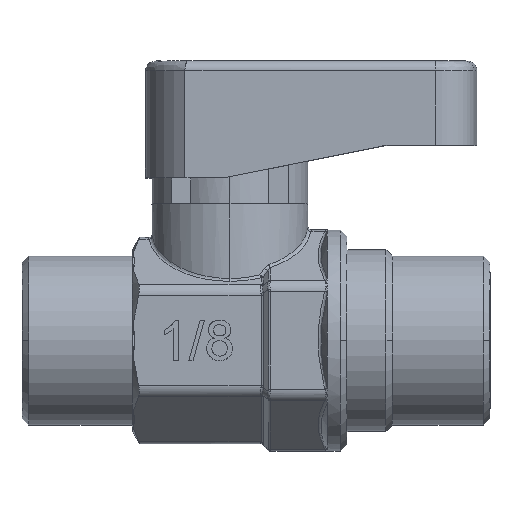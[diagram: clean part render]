
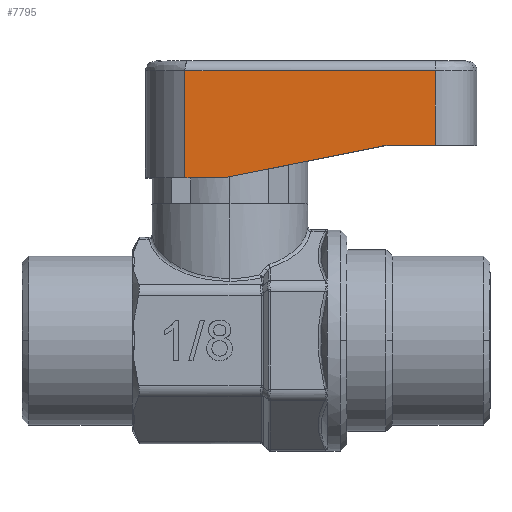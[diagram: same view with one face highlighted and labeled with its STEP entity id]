
A CAD part, top view. The second image highlights one B-rep face of the part: STEP entity #7795.
In plain terms, the highlighted planar face has unit normal (0, 0, 1).
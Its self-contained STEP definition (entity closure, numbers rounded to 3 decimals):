
#370 = LINE ( 'NONE', #2202, #6451 ) ;
#1060 = ORIENTED_EDGE ( 'NONE', *, *, #8325, .T. ) ;
#1622 = ORIENTED_EDGE ( 'NONE', *, *, #6070, .T. ) ;
#2143 = CARTESIAN_POINT ( 'NONE',  ( 3.095, 11.678, 5.5 ) ) ;
#2202 = CARTESIAN_POINT ( 'NONE',  ( 0.131, 11.678, 5.5 ) ) ;
#2404 = CARTESIAN_POINT ( 'NONE',  ( 19.399, 11.678, 5.5 ) ) ;
#2480 = LINE ( 'NONE', #2404, #20732 ) ;
#2484 = ORIENTED_EDGE ( 'NONE', *, *, #22588, .T. ) ;
#2582 = VECTOR ( 'NONE', #5462, 1000. ) ;
#3496 = LINE ( 'NONE', #9301, #18426 ) ;
#3935 = CARTESIAN_POINT ( 'NONE',  ( 0.131, 19.928, 5.5 ) ) ;
#3980 = LINE ( 'NONE', #7154, #2582 ) ;
#4125 = VERTEX_POINT ( 'NONE', #17222 ) ;
#4367 = LINE ( 'NONE', #22575, #8753 ) ;
#5068 = VECTOR ( 'NONE', #10576, 1000. ) ;
#5462 = DIRECTION ( 'NONE',  ( 1., 0., 0. ) ) ;
#6070 = EDGE_CURVE ( 'NONE', #23002, #16071, #4367, .T. ) ;
#6451 = VECTOR ( 'NONE', #19892, 1000. ) ;
#7154 = CARTESIAN_POINT ( 'NONE',  ( 0.131, 14.178, 5.5 ) ) ;
#7492 = EDGE_CURVE ( 'NONE', #16071, #19226, #3496, .T. ) ;
#7795 = ADVANCED_FACE ( 'NONE', ( #9529 ), #12995, .T. ) ;
#8325 = EDGE_CURVE ( 'NONE', #19226, #18853, #3980, .T. ) ;
#8492 = ORIENTED_EDGE ( 'NONE', *, *, #11280, .T. ) ;
#8753 = VECTOR ( 'NONE', #12091, 1000. ) ;
#9301 = CARTESIAN_POINT ( 'NONE',  ( 3.095, 11.678, 5.5 ) ) ;
#9529 = FACE_OUTER_BOUND ( 'NONE', #17543, .T. ) ;
#10576 = DIRECTION ( 'NONE',  ( -1., 0., 0. ) ) ;
#11280 = EDGE_CURVE ( 'NONE', #18853, #4125, #2480, .T. ) ;
#11431 = DIRECTION ( 'NONE',  ( 1., 0., 0. ) ) ;
#11736 = VERTEX_POINT ( 'NONE', #3935 ) ;
#12091 = DIRECTION ( 'NONE',  ( 1., 0., 0. ) ) ;
#12126 = CARTESIAN_POINT ( 'NONE',  ( 0.131, 19.928, 5.5 ) ) ;
#12536 = LINE ( 'NONE', #12126, #5068 ) ;
#12995 = PLANE ( 'NONE',  #14919 ) ;
#13381 = ORIENTED_EDGE ( 'NONE', *, *, #21273, .T. ) ;
#14036 = ORIENTED_EDGE ( 'NONE', *, *, #7492, .T. ) ;
#14919 = AXIS2_PLACEMENT_3D ( 'NONE', #14933, #22042, #11431 ) ;
#14933 = CARTESIAN_POINT ( 'NONE',  ( 0.131, 11.678, 5.5 ) ) ;
#16071 = VERTEX_POINT ( 'NONE', #2143 ) ;
#17222 = CARTESIAN_POINT ( 'NONE',  ( 19.399, 19.928, 5.5 ) ) ;
#17543 = EDGE_LOOP ( 'NONE', ( #14036, #1060, #8492, #2484, #13381, #1622 ) ) ;
#17904 = CARTESIAN_POINT ( 'NONE',  ( 15.595, 14.178, 5.5 ) ) ;
#18114 = DIRECTION ( 'NONE',  ( 0., 1., 0. ) ) ;
#18426 = VECTOR ( 'NONE', #21706, 1000. ) ;
#18853 = VERTEX_POINT ( 'NONE', #21323 ) ;
#19132 = CARTESIAN_POINT ( 'NONE',  ( 0.131, 11.678, 5.5 ) ) ;
#19226 = VERTEX_POINT ( 'NONE', #17904 ) ;
#19892 = DIRECTION ( 'NONE',  ( 0., -1., 0. ) ) ;
#20732 = VECTOR ( 'NONE', #18114, 1000. ) ;
#21273 = EDGE_CURVE ( 'NONE', #11736, #23002, #370, .T. ) ;
#21323 = CARTESIAN_POINT ( 'NONE',  ( 19.399, 14.178, 5.5 ) ) ;
#21706 = DIRECTION ( 'NONE',  ( 0.981, 0.196, 0. ) ) ;
#22042 = DIRECTION ( 'NONE',  ( 0., 0., 1. ) ) ;
#22575 = CARTESIAN_POINT ( 'NONE',  ( 0.131, 11.678, 5.5 ) ) ;
#22588 = EDGE_CURVE ( 'NONE', #4125, #11736, #12536, .T. ) ;
#23002 = VERTEX_POINT ( 'NONE', #19132 ) ;
